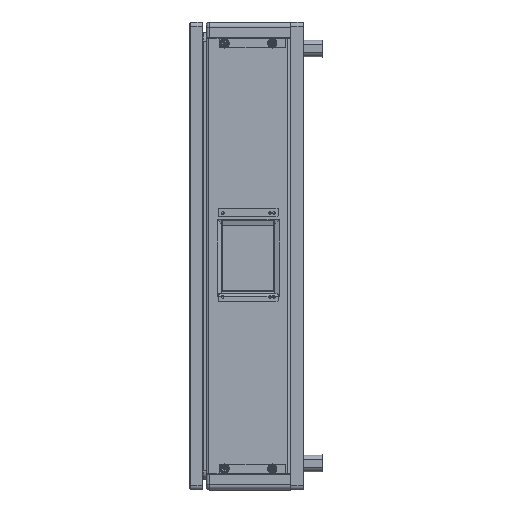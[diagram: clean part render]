
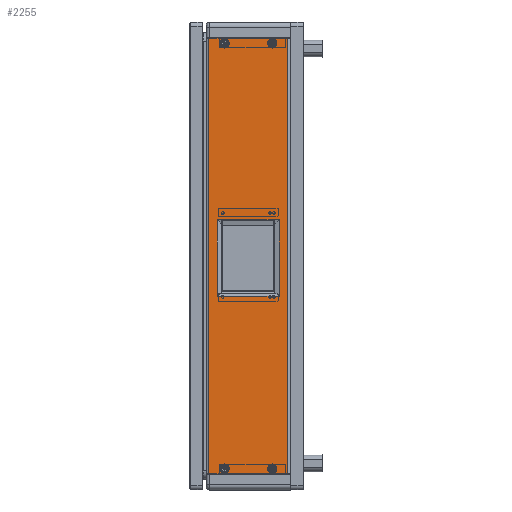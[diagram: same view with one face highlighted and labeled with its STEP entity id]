
A CAD part, left-side view. The second image highlights one B-rep face of the part: STEP entity #2255.
In plain terms, the highlighted planar face has unit normal (-1, 0, 0).
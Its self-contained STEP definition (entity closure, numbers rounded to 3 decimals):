
#77 = EDGE_LOOP ( 'NONE', ( #36164 ) ) ;
#113 = VERTEX_POINT ( 'NONE', #768 ) ;
#199 = CIRCLE ( 'NONE', #7187, 4.48 ) ;
#768 = CARTESIAN_POINT ( 'NONE',  ( -295.049, 94.901, 719.5 ) ) ;
#1382 = VERTEX_POINT ( 'NONE', #19071 ) ;
#1476 = VERTEX_POINT ( 'NONE', #21470 ) ;
#1758 = AXIS2_PLACEMENT_3D ( 'NONE', #25461, #22500, #31403 ) ;
#1809 = ORIENTED_EDGE ( 'NONE', *, *, #21718, .T. ) ;
#1860 = EDGE_CURVE ( 'NONE', #4828, #4828, #18451, .T. ) ;
#2027 = DIRECTION ( 'NONE',  ( 0., 0., 1. ) ) ;
#2255 = ADVANCED_FACE ( 'NONE', ( #37369, #6834, #34386, #31211, #4040, #16122 ), #7231, .T. ) ;
#2446 = EDGE_CURVE ( 'NONE', #20864, #23476, #37707, .T. ) ;
#3385 = VECTOR ( 'NONE', #38182, 1000. ) ;
#3419 = AXIS2_PLACEMENT_3D ( 'NONE', #24749, #34451, #21577 ) ;
#4040 = FACE_BOUND ( 'NONE', #77, .T. ) ;
#4538 = ORIENTED_EDGE ( 'NONE', *, *, #17558, .T. ) ;
#4753 = VECTOR ( 'NONE', #33936, 1000. ) ;
#4766 = ORIENTED_EDGE ( 'NONE', *, *, #26016, .T. ) ;
#4828 = VERTEX_POINT ( 'NONE', #26038 ) ;
#5490 = DIRECTION ( 'NONE',  ( 1., 0., 0. ) ) ;
#5618 = CARTESIAN_POINT ( 'NONE',  ( -295.049, 35.387, 719.48 ) ) ;
#5942 = ORIENTED_EDGE ( 'NONE', *, *, #27918, .T. ) ;
#5972 = CARTESIAN_POINT ( 'NONE',  ( -295.049, 20.874, 719.5 ) ) ;
#6781 = ORIENTED_EDGE ( 'NONE', *, *, #32476, .T. ) ;
#6834 = FACE_BOUND ( 'NONE', #16799, .T. ) ;
#6971 = CARTESIAN_POINT ( 'NONE',  ( -295.049, 97.637, 310.5 ) ) ;
#7124 = LINE ( 'NONE', #19210, #11342 ) ;
#7187 = AXIS2_PLACEMENT_3D ( 'NONE', #17095, #8198, #2027 ) ;
#7231 = PLANE ( 'NONE',  #1758 ) ;
#7541 = EDGE_LOOP ( 'NONE', ( #19818, #35620, #27943, #1809 ) ) ;
#7753 = CARTESIAN_POINT ( 'NONE',  ( -295.049, 80.387, 719.48 ) ) ;
#7878 = DIRECTION ( 'NONE',  ( 0., 0., 1. ) ) ;
#8128 = EDGE_LOOP ( 'NONE', ( #4538 ) ) ;
#8198 = DIRECTION ( 'NONE',  ( 1., 0., 0. ) ) ;
#8458 = CARTESIAN_POINT ( 'NONE',  ( -295.049, 80.387, 315. ) ) ;
#9870 = CARTESIAN_POINT ( 'NONE',  ( -295.049, 35.387, 319.48 ) ) ;
#9897 = DIRECTION ( 'NONE',  ( 0., 0., -1. ) ) ;
#9914 = CARTESIAN_POINT ( 'NONE',  ( -295.049, 20.874, 310.5 ) ) ;
#10224 = EDGE_CURVE ( 'NONE', #34059, #34059, #199, .T. ) ;
#10364 = DIRECTION ( 'NONE',  ( 0., -1., 0. ) ) ;
#10777 = AXIS2_PLACEMENT_3D ( 'NONE', #14327, #10783, #22883 ) ;
#10783 = DIRECTION ( 'NONE',  ( 1., 0., 0. ) ) ;
#11004 = CARTESIAN_POINT ( 'NONE',  ( -295.049, 20.874, 310.5 ) ) ;
#11187 = VECTOR ( 'NONE', #30961, 1000. ) ;
#11288 = VECTOR ( 'NONE', #12757, 1000. ) ;
#11342 = VECTOR ( 'NONE', #9897, 1000. ) ;
#11662 = VERTEX_POINT ( 'NONE', #30123 ) ;
#12078 = ORIENTED_EDGE ( 'NONE', *, *, #10224, .T. ) ;
#12183 = ORIENTED_EDGE ( 'NONE', *, *, #12659, .T. ) ;
#12621 = VECTOR ( 'NONE', #19292, 1000. ) ;
#12659 = EDGE_CURVE ( 'NONE', #1476, #1382, #33967, .T. ) ;
#12757 = DIRECTION ( 'NONE',  ( 0., 0., 1. ) ) ;
#13207 = CARTESIAN_POINT ( 'NONE',  ( -295.049, 97.637, 477. ) ) ;
#13309 = CARTESIAN_POINT ( 'NONE',  ( -295.049, 97.637, 719.5 ) ) ;
#13547 = LINE ( 'NONE', #23074, #12621 ) ;
#14286 = EDGE_CURVE ( 'NONE', #113, #29730, #30968, .T. ) ;
#14327 = CARTESIAN_POINT ( 'NONE',  ( -295.049, 35.387, 715. ) ) ;
#14679 = ORIENTED_EDGE ( 'NONE', *, *, #28999, .T. ) ;
#16122 = FACE_BOUND ( 'NONE', #21998, .T. ) ;
#16799 = EDGE_LOOP ( 'NONE', ( #5942 ) ) ;
#16948 = LINE ( 'NONE', #11004, #3385 ) ;
#17095 = CARTESIAN_POINT ( 'NONE',  ( -295.049, 35.387, 315. ) ) ;
#17558 = EDGE_CURVE ( 'NONE', #20048, #20048, #34486, .T. ) ;
#18451 = CIRCLE ( 'NONE', #24788, 4.48 ) ;
#18575 = DIRECTION ( 'NONE',  ( 0., 1., 0. ) ) ;
#19071 = CARTESIAN_POINT ( 'NONE',  ( -295.049, 28.887, 549. ) ) ;
#19210 = CARTESIAN_POINT ( 'NONE',  ( -295.049, 94.901, 310.5 ) ) ;
#19292 = DIRECTION ( 'NONE',  ( 0., 0., -1. ) ) ;
#19818 = ORIENTED_EDGE ( 'NONE', *, *, #14286, .F. ) ;
#20048 = VERTEX_POINT ( 'NONE', #7753 ) ;
#20309 = VECTOR ( 'NONE', #18575, 1000. ) ;
#20486 = VECTOR ( 'NONE', #10364, 1000. ) ;
#20681 = VERTEX_POINT ( 'NONE', #5618 ) ;
#20864 = VERTEX_POINT ( 'NONE', #9914 ) ;
#21470 = CARTESIAN_POINT ( 'NONE',  ( -295.049, 86.887, 549. ) ) ;
#21577 = DIRECTION ( 'NONE',  ( 0., 0., 1. ) ) ;
#21718 = EDGE_CURVE ( 'NONE', #20864, #29730, #16948, .T. ) ;
#21998 = EDGE_LOOP ( 'NONE', ( #4766, #6781, #14679, #12183 ) ) ;
#22396 = CARTESIAN_POINT ( 'NONE',  ( -295.049, 28.887, 477. ) ) ;
#22500 = DIRECTION ( 'NONE',  ( -1., 0., 0. ) ) ;
#22883 = DIRECTION ( 'NONE',  ( 0., 0., 1. ) ) ;
#23074 = CARTESIAN_POINT ( 'NONE',  ( -295.049, 28.887, 310.5 ) ) ;
#23476 = VERTEX_POINT ( 'NONE', #25592 ) ;
#23963 = EDGE_LOOP ( 'NONE', ( #12078 ) ) ;
#24749 = CARTESIAN_POINT ( 'NONE',  ( -295.049, 80.387, 715. ) ) ;
#24788 = AXIS2_PLACEMENT_3D ( 'NONE', #8458, #5490, #7878 ) ;
#25461 = CARTESIAN_POINT ( 'NONE',  ( -295.049, 97.637, 310.5 ) ) ;
#25592 = CARTESIAN_POINT ( 'NONE',  ( -295.049, 94.901, 310.5 ) ) ;
#26016 = EDGE_CURVE ( 'NONE', #1382, #33403, #13547, .T. ) ;
#26038 = CARTESIAN_POINT ( 'NONE',  ( -295.049, 80.387, 319.48 ) ) ;
#27451 = LINE ( 'NONE', #27836, #11288 ) ;
#27836 = CARTESIAN_POINT ( 'NONE',  ( -295.049, 86.887, 310.5 ) ) ;
#27891 = LINE ( 'NONE', #13207, #20309 ) ;
#27918 = EDGE_CURVE ( 'NONE', #20681, #20681, #31666, .T. ) ;
#27943 = ORIENTED_EDGE ( 'NONE', *, *, #2446, .F. ) ;
#28999 = EDGE_CURVE ( 'NONE', #11662, #1476, #27451, .T. ) ;
#29730 = VERTEX_POINT ( 'NONE', #5972 ) ;
#29940 = EDGE_CURVE ( 'NONE', #113, #23476, #7124, .T. ) ;
#30123 = CARTESIAN_POINT ( 'NONE',  ( -295.049, 86.887, 477. ) ) ;
#30961 = DIRECTION ( 'NONE',  ( 0., 1., 0. ) ) ;
#30968 = LINE ( 'NONE', #13309, #4753 ) ;
#31211 = FACE_BOUND ( 'NONE', #23963, .T. ) ;
#31403 = DIRECTION ( 'NONE',  ( 0., 0., 1. ) ) ;
#31666 = CIRCLE ( 'NONE', #10777, 4.48 ) ;
#32476 = EDGE_CURVE ( 'NONE', #33403, #11662, #27891, .T. ) ;
#33403 = VERTEX_POINT ( 'NONE', #22396 ) ;
#33936 = DIRECTION ( 'NONE',  ( 0., -1., 0. ) ) ;
#33967 = LINE ( 'NONE', #36945, #20486 ) ;
#34059 = VERTEX_POINT ( 'NONE', #9870 ) ;
#34386 = FACE_BOUND ( 'NONE', #8128, .T. ) ;
#34451 = DIRECTION ( 'NONE',  ( 1., 0., 0. ) ) ;
#34486 = CIRCLE ( 'NONE', #3419, 4.48 ) ;
#35620 = ORIENTED_EDGE ( 'NONE', *, *, #29940, .T. ) ;
#36164 = ORIENTED_EDGE ( 'NONE', *, *, #1860, .T. ) ;
#36945 = CARTESIAN_POINT ( 'NONE',  ( -295.049, 97.637, 549. ) ) ;
#37369 = FACE_OUTER_BOUND ( 'NONE', #7541, .T. ) ;
#37707 = LINE ( 'NONE', #6971, #11187 ) ;
#38182 = DIRECTION ( 'NONE',  ( 0., 0., 1. ) ) ;
